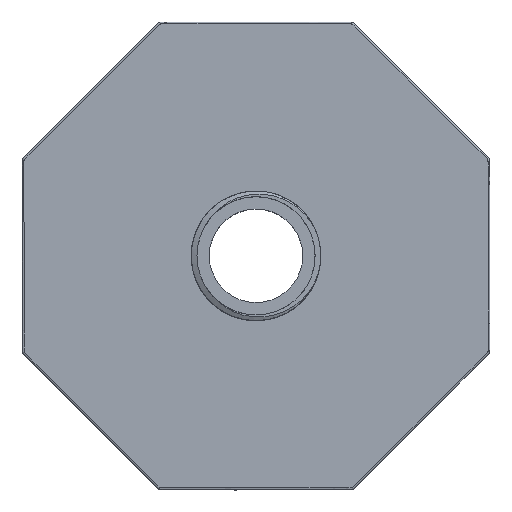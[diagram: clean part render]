
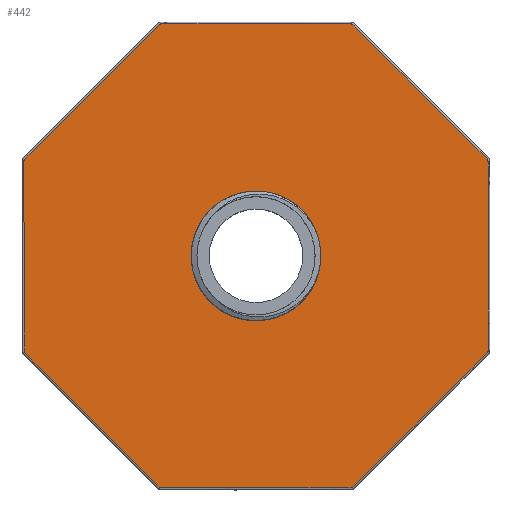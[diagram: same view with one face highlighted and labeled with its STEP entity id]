
A CAD part, top view. The second image highlights one B-rep face of the part: STEP entity #442.
In plain terms, the highlighted planar face has unit normal (0, 0, 1).
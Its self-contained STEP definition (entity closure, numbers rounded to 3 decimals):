
#291=PLANE('',#4500);
#442=ADVANCED_FACE('',(#1327,#1328),#291,.F.);
#1283=CIRCLE('',#4498,16.625);
#1284=CIRCLE('',#4499,15.146);
#1327=FACE_BOUND('',#1387,.T.);
#1328=FACE_BOUND('',#1388,.T.);
#1387=EDGE_LOOP('',(#1838));
#1388=EDGE_LOOP('',(#1839,#1840,#1841,#1842));
#1838=ORIENTED_EDGE('',*,*,#3552,.T.);
#1839=ORIENTED_EDGE('',*,*,#3553,.F.);
#1840=ORIENTED_EDGE('',*,*,#3554,.F.);
#1841=ORIENTED_EDGE('',*,*,#3555,.F.);
#1842=ORIENTED_EDGE('',*,*,#3556,.T.);
#3120=VERTEX_POINT('',#6640);
#3121=VERTEX_POINT('',#6651);
#3122=VERTEX_POINT('',#6652);
#3123=VERTEX_POINT('',#6654);
#3124=VERTEX_POINT('',#6665);
#3552=EDGE_CURVE('',#3120,#3120,#4185,.T.);
#3553=EDGE_CURVE('',#3121,#3122,#4186,.T.);
#3554=EDGE_CURVE('',#3123,#3121,#1283,.T.);
#3555=EDGE_CURVE('',#3124,#3123,#4187,.T.);
#3556=EDGE_CURVE('',#3124,#3122,#1284,.T.);
#4185=B_SPLINE_CURVE_WITH_KNOTS('',3,(#6564,#6565,#6566,#6567,#6568,#6569,
#6570,#6571,#6572,#6573,#6574,#6575,#6576,#6577,#6578,#6579,#6580,#6581,
#6582,#6583,#6584,#6585,#6586,#6587,#6588,#6589,#6590,#6591,#6592,#6593,
#6594,#6595,#6596,#6597,#6598,#6599,#6600,#6601,#6602,#6603,#6604,#6605,
#6606,#6607,#6608,#6609,#6610,#6611,#6612,#6613,#6614,#6615,#6616,#6617,
#6618,#6619,#6620,#6621,#6622,#6623,#6624,#6625,#6626,#6627,#6628,#6629,
#6630,#6631,#6632,#6633,#6634,#6635,#6636,#6637,#6638,#6639),
 .UNSPECIFIED.,.T.,.F.,(2,2,1,1,1,2,2,2,1,1,1,1,1,2,2,2,1,1,1,1,2,2,1,1,
1,1,2,2,1,1,1,1,1,2,2,2,1,1,1,1,2,2,1,1,1,1,1,2,2,1,1,1,1,1,1,2,2,1,1),
(-0.002,0.,0.063,0.094,0.109,
0.117,0.119,0.121,0.125,
0.188,0.219,0.234,0.238,
0.24,0.241,0.242,0.25,
0.313,0.344,0.359,0.363,
0.367,0.375,0.438,0.469,
0.484,0.488,0.49,0.492,
0.5,0.563,0.594,0.609,
0.613,0.615,0.617,0.625,
0.688,0.719,0.734,0.742,
0.744,0.746,0.75,0.813,
0.844,0.859,0.867,0.871,
0.875,0.938,0.969,0.984,
0.992,0.996,0.998,1.,1.063,1.094),
 .UNSPECIFIED.);
#4186=B_SPLINE_CURVE_WITH_KNOTS('',3,(#6641,#6642,#6643,#6644,#6645,#6646,
#6647,#6648,#6649,#6650),.UNSPECIFIED.,.F.,.F.,(4,2,2,2,4),(0.,0.25,0.5,
0.75,1.),.UNSPECIFIED.);
#4187=B_SPLINE_CURVE_WITH_KNOTS('',3,(#6655,#6656,#6657,#6658,#6659,#6660,
#6661,#6662,#6663,#6664),.UNSPECIFIED.,.F.,.F.,(4,2,2,2,4),(0.,0.25,0.5,
0.75,1.),.UNSPECIFIED.);
#4498=AXIS2_PLACEMENT_3D('',#6653,#4695,#4696);
#4499=AXIS2_PLACEMENT_3D('',#6666,#4697,#4698);
#4500=AXIS2_PLACEMENT_3D('',#6667,#4699,#4700);
#4695=DIRECTION('',(0.,0.,1.));
#4696=DIRECTION('',(1.,0.,0.));
#4697=DIRECTION('',(0.,0.,-1.));
#4698=DIRECTION('',(1.,0.,0.));
#4699=DIRECTION('',(0.,0.,-1.));
#4700=DIRECTION('',(-1.,0.,0.));
#6564=CARTESIAN_POINT('',(-408.513,195.775,6.));
#6565=CARTESIAN_POINT('',(-414.769,189.519,6.));
#6566=CARTESIAN_POINT('',(-423.868,180.42,6.));
#6567=CARTESIAN_POINT('',(-434.484,169.803,6.));
#6568=CARTESIAN_POINT('',(-439.792,164.495,6.));
#6569=CARTESIAN_POINT('',(-442.067,162.22,6.));
#6570=CARTESIAN_POINT('',(-443.015,161.273,6.));
#6571=CARTESIAN_POINT('',(-443.26,161.115,6.));
#6572=CARTESIAN_POINT('',(-443.474,160.631,6.));
#6573=CARTESIAN_POINT('',(-443.41,160.353,6.));
#6574=CARTESIAN_POINT('',(-443.41,159.566,6.));
#6575=CARTESIAN_POINT('',(-443.41,150.649,6.));
#6576=CARTESIAN_POINT('',(-443.41,137.535,6.));
#6577=CARTESIAN_POINT('',(-443.41,122.848,6.));
#6578=CARTESIAN_POINT('',(-443.41,116.029,6.));
#6579=CARTESIAN_POINT('',(-443.41,113.144,6.));
#6580=CARTESIAN_POINT('',(-443.41,112.357,6.));
#6581=CARTESIAN_POINT('',(-443.41,111.963,6.));
#6582=CARTESIAN_POINT('',(-443.425,111.829,6.));
#6583=CARTESIAN_POINT('',(-443.378,111.576,6.));
#6584=CARTESIAN_POINT('',(-443.293,111.469,6.));
#6585=CARTESIAN_POINT('',(-442.461,110.637,6.));
#6586=CARTESIAN_POINT('',(-435.805,103.981,6.));
#6587=CARTESIAN_POINT('',(-426.19,94.367,6.));
#6588=CARTESIAN_POINT('',(-415.836,84.013,6.));
#6589=CARTESIAN_POINT('',(-411.029,79.205,6.));
#6590=CARTESIAN_POINT('',(-409.18,77.356,6.));
#6591=CARTESIAN_POINT('',(-408.441,76.617,6.));
#6592=CARTESIAN_POINT('',(-407.863,76.732,6.));
#6593=CARTESIAN_POINT('',(-406.329,76.732,6.));
#6594=CARTESIAN_POINT('',(-397.127,76.732,6.));
#6595=CARTESIAN_POINT('',(-383.835,76.732,6.));
#6596=CARTESIAN_POINT('',(-369.521,76.732,6.));
#6597=CARTESIAN_POINT('',(-362.875,76.732,6.));
#6598=CARTESIAN_POINT('',(-360.319,76.732,6.));
#6599=CARTESIAN_POINT('',(-359.552,76.732,6.));
#6600=CARTESIAN_POINT('',(-359.273,76.723,6.));
#6601=CARTESIAN_POINT('',(-358.912,77.084,6.));
#6602=CARTESIAN_POINT('',(-358.01,77.986,6.));
#6603=CARTESIAN_POINT('',(-351.335,84.662,6.));
#6604=CARTESIAN_POINT('',(-341.953,94.043,6.));
#6605=CARTESIAN_POINT('',(-331.85,104.147,6.));
#6606=CARTESIAN_POINT('',(-327.159,108.837,6.));
#6607=CARTESIAN_POINT('',(-325.355,110.642,6.));
#6608=CARTESIAN_POINT('',(-324.814,111.183,6.));
#6609=CARTESIAN_POINT('',(-324.589,111.333,6.));
#6610=CARTESIAN_POINT('',(-324.349,111.781,6.));
#6611=CARTESIAN_POINT('',(-324.41,112.051,6.));
#6612=CARTESIAN_POINT('',(-324.41,113.303,6.));
#6613=CARTESIAN_POINT('',(-324.41,122.317,6.));
#6614=CARTESIAN_POINT('',(-324.41,135.338,6.));
#6615=CARTESIAN_POINT('',(-324.41,149.36,6.));
#6616=CARTESIAN_POINT('',(-324.41,156.371,6.));
#6617=CARTESIAN_POINT('',(-324.41,159.376,6.));
#6618=CARTESIAN_POINT('',(-324.41,160.628,6.));
#6619=CARTESIAN_POINT('',(-324.426,160.894,6.));
#6620=CARTESIAN_POINT('',(-324.784,161.251,6.));
#6621=CARTESIAN_POINT('',(-325.32,161.788,6.));
#6622=CARTESIAN_POINT('',(-331.58,168.048,6.));
#6623=CARTESIAN_POINT('',(-340.523,176.991,6.));
#6624=CARTESIAN_POINT('',(-350.539,187.007,6.));
#6625=CARTESIAN_POINT('',(-355.547,192.015,6.));
#6626=CARTESIAN_POINT('',(-357.694,194.161,6.));
#6627=CARTESIAN_POINT('',(-358.767,195.235,6.));
#6628=CARTESIAN_POINT('',(-359.094,195.732,6.));
#6629=CARTESIAN_POINT('',(-360.086,195.732,6.));
#6630=CARTESIAN_POINT('',(-368.525,195.732,6.));
#6631=CARTESIAN_POINT('',(-380.934,195.732,6.));
#6632=CARTESIAN_POINT('',(-394.833,195.732,6.));
#6633=CARTESIAN_POINT('',(-401.782,195.732,6.));
#6634=CARTESIAN_POINT('',(-405.256,195.732,6.));
#6635=CARTESIAN_POINT('',(-406.994,195.732,6.));
#6636=CARTESIAN_POINT('',(-407.738,195.732,6.));
#6637=CARTESIAN_POINT('',(-408.235,195.732,6.));
#6638=CARTESIAN_POINT('',(-408.513,195.775,6.));
#6639=CARTESIAN_POINT('',(-414.769,189.519,6.));
#6640=CARTESIAN_POINT('',(-408.702,195.586,6.));
#6641=CARTESIAN_POINT('',(-368.247,141.805,6.));
#6642=CARTESIAN_POINT('',(-369.295,144.396,6.));
#6643=CARTESIAN_POINT('',(-370.99,146.687,6.));
#6644=CARTESIAN_POINT('',(-375.306,150.174,6.));
#6645=CARTESIAN_POINT('',(-377.933,151.355,6.));
#6646=CARTESIAN_POINT('',(-383.392,152.243,6.));
#6647=CARTESIAN_POINT('',(-386.24,151.96,6.));
#6648=CARTESIAN_POINT('',(-391.429,149.959,6.));
#6649=CARTESIAN_POINT('',(-393.736,148.258,6.));
#6650=CARTESIAN_POINT('',(-395.448,146.043,6.));
#6651=CARTESIAN_POINT('',(-368.247,141.805,6.));
#6652=CARTESIAN_POINT('',(-395.448,146.043,6.));
#6653=CARTESIAN_POINT('',(-383.91,136.232,6.));
#6654=CARTESIAN_POINT('',(-368.247,130.659,6.));
#6655=CARTESIAN_POINT('',(-395.448,126.421,6.));
#6656=CARTESIAN_POINT('',(-393.738,124.209,6.));
#6657=CARTESIAN_POINT('',(-391.439,122.512,6.));
#6658=CARTESIAN_POINT('',(-386.256,120.507,6.));
#6659=CARTESIAN_POINT('',(-383.386,120.221,6.));
#6660=CARTESIAN_POINT('',(-377.934,121.109,6.));
#6661=CARTESIAN_POINT('',(-375.33,122.272,6.));
#6662=CARTESIAN_POINT('',(-370.977,125.786,6.));
#6663=CARTESIAN_POINT('',(-369.295,128.068,6.));
#6664=CARTESIAN_POINT('',(-368.247,130.659,6.));
#6665=CARTESIAN_POINT('',(-395.448,126.421,6.));
#6666=CARTESIAN_POINT('',(-383.91,136.232,6.));
#6667=CARTESIAN_POINT('',(-378.928,76.232,6.));
